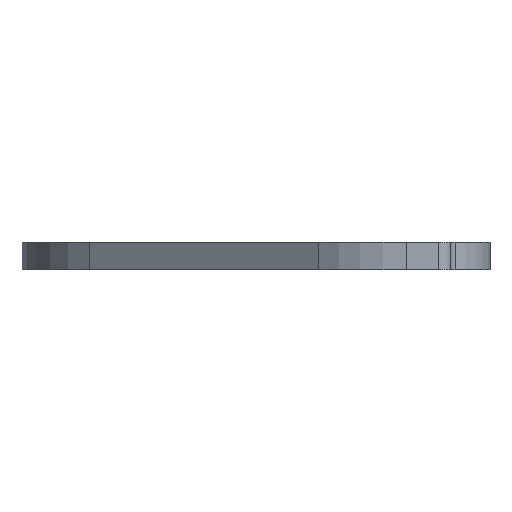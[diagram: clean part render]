
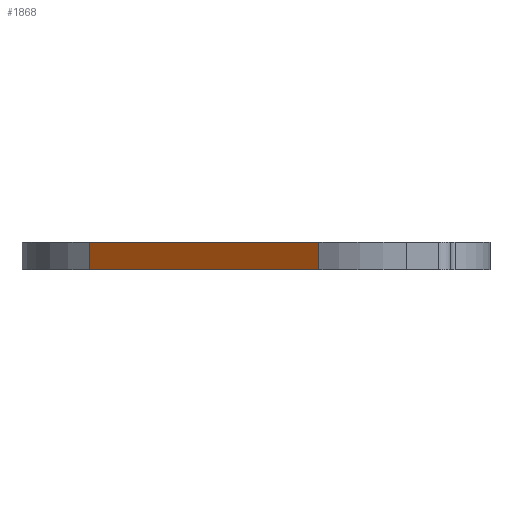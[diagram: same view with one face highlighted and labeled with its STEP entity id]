
A CAD part, left-side view. The second image highlights one B-rep face of the part: STEP entity #1868.
In plain terms, the highlighted planar face has unit normal (-0.779, 0.626, 0).
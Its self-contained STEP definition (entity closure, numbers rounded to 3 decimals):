
#7 = VERTEX_POINT ( 'NONE', #2060 ) ;
#26 = DIRECTION ( 'NONE',  ( -0.627, -0.779, 0. ) ) ;
#33 = VECTOR ( 'NONE', #305, 1000. ) ;
#109 = VECTOR ( 'NONE', #2047, 1000. ) ;
#262 = EDGE_LOOP ( 'NONE', ( #1670, #1621, #2335, #1327 ) ) ;
#305 = DIRECTION ( 'NONE',  ( 0., 0., 1. ) ) ;
#309 = LINE ( 'NONE', #1265, #33 ) ;
#347 = CARTESIAN_POINT ( 'NONE',  ( -76.564, 10., 6. ) ) ;
#475 = EDGE_CURVE ( 'NONE', #7, #1404, #2097, .T. ) ;
#557 = VECTOR ( 'NONE', #1753, 1000. ) ;
#753 = EDGE_CURVE ( 'NONE', #7, #952, #1734, .T. ) ;
#762 = DIRECTION ( 'NONE',  ( 0.627, 0.779, 0. ) ) ;
#778 = CARTESIAN_POINT ( 'NONE',  ( -30.397, 67.434, 0. ) ) ;
#791 = AXIS2_PLACEMENT_3D ( 'NONE', #347, #2145, #762 ) ;
#876 = CARTESIAN_POINT ( 'NONE',  ( -30.397, 67.434, 6. ) ) ;
#944 = CARTESIAN_POINT ( 'NONE',  ( -76.564, 10., 6. ) ) ;
#952 = VERTEX_POINT ( 'NONE', #2477 ) ;
#1167 = CARTESIAN_POINT ( 'NONE',  ( -76.564, 10., 0. ) ) ;
#1265 = CARTESIAN_POINT ( 'NONE',  ( -69.947, 18.233, 6. ) ) ;
#1327 = ORIENTED_EDGE ( 'NONE', *, *, #475, .T. ) ;
#1404 = VERTEX_POINT ( 'NONE', #778 ) ;
#1507 = CARTESIAN_POINT ( 'NONE',  ( -69.947, 18.233, 0. ) ) ;
#1621 = ORIENTED_EDGE ( 'NONE', *, *, #1704, .T. ) ;
#1670 = ORIENTED_EDGE ( 'NONE', *, *, #1870, .T. ) ;
#1704 = EDGE_CURVE ( 'NONE', #2238, #952, #309, .T. ) ;
#1734 = LINE ( 'NONE', #944, #557 ) ;
#1753 = DIRECTION ( 'NONE',  ( -0.627, -0.779, 0. ) ) ;
#1759 = FACE_OUTER_BOUND ( 'NONE', #262, .T. ) ;
#1808 = LINE ( 'NONE', #1167, #2022 ) ;
#1868 = ADVANCED_FACE ( 'NONE', ( #1759 ), #2441, .F. ) ;
#1870 = EDGE_CURVE ( 'NONE', #1404, #2238, #1808, .T. ) ;
#2022 = VECTOR ( 'NONE', #26, 1000. ) ;
#2047 = DIRECTION ( 'NONE',  ( 0., 0., -1. ) ) ;
#2060 = CARTESIAN_POINT ( 'NONE',  ( -30.397, 67.434, 6. ) ) ;
#2097 = LINE ( 'NONE', #876, #109 ) ;
#2145 = DIRECTION ( 'NONE',  ( 0.779, -0.627, 0. ) ) ;
#2238 = VERTEX_POINT ( 'NONE', #1507 ) ;
#2335 = ORIENTED_EDGE ( 'NONE', *, *, #753, .F. ) ;
#2441 = PLANE ( 'NONE',  #791 ) ;
#2477 = CARTESIAN_POINT ( 'NONE',  ( -69.947, 18.233, 6. ) ) ;
